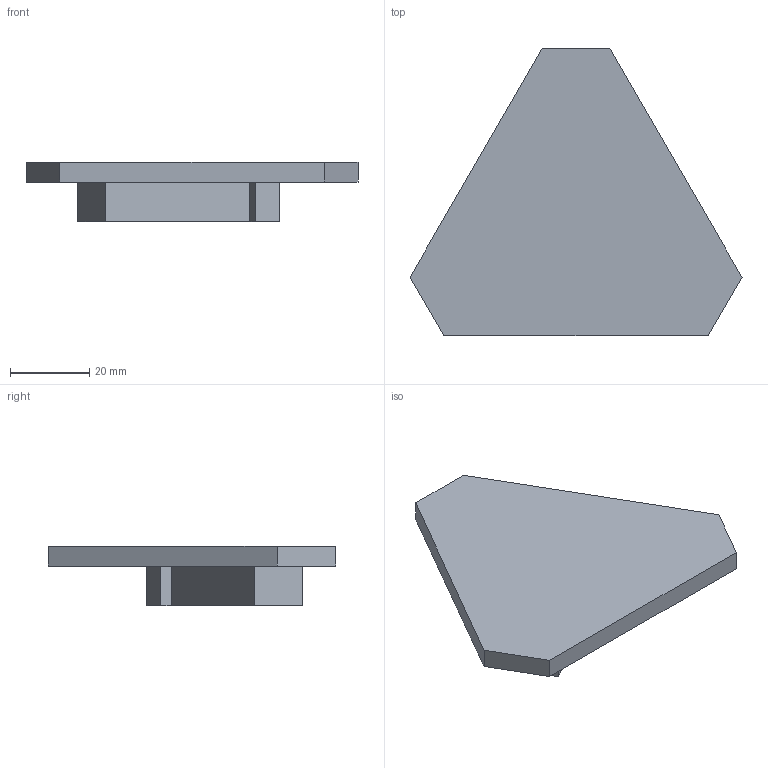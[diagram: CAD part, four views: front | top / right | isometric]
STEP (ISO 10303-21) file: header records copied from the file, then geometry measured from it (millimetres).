
FILE_DESCRIPTION (( 'STEP AP203' ), '1' );
FILE_NAME ('Top Plate_Default_sldprt.STEP', '2022-04-11T19:00:13', ( '' ), ( '' ), 'SwSTEP 2.0', 'SolidWorks 2021', '' );
FILE_SCHEMA (( 'CONFIG_CONTROL_DESIGN' ));
Length unit declared in the file: millimetre
Products named in the file (1): Top Plate_Default_sldprt
Bounding box: 83.73 x 72.51 x 15 mm (x, y, z)
Volume: 23204.8 mm3; surface area: 12369.8 mm2
Topology: 1 solids, 1 shells, 29 faces, 78 edges, 52 vertices
Faces by surface type: plane 29
Entity records: 969 total; most frequent: CARTESIAN_POINT 160, ORIENTED_EDGE 156, DIRECTION 138, EDGE_CURVE 78, VECTOR 78, LINE 78, VERTEX_POINT 52, EDGE_LOOP 30
